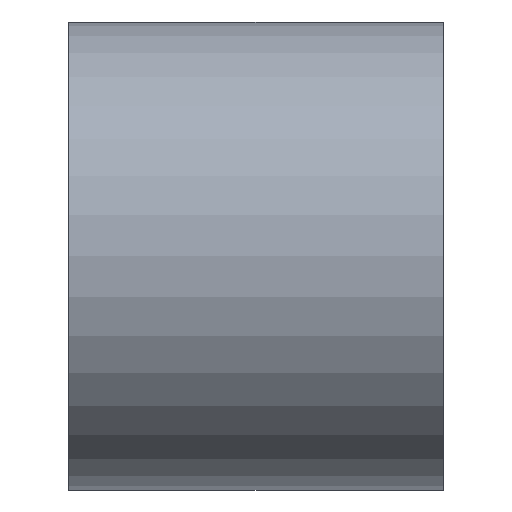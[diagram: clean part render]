
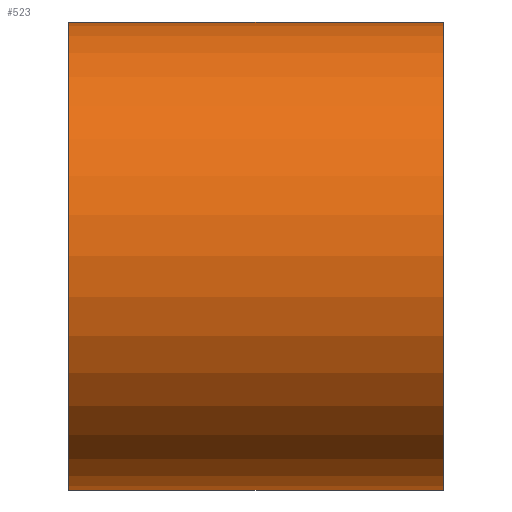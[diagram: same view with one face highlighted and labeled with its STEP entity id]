
A CAD part, front view. The second image highlights one B-rep face of the part: STEP entity #523.
In plain terms, the highlighted cylindrical face has radius 2.5 mm (diameter 5 mm), a partial arc.
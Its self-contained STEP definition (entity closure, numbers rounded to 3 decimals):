
#31=CYLINDRICAL_SURFACE('',#577,2.5);
#50=CIRCLE('',#578,2.5);
#51=CIRCLE('',#579,2.5);
#71=FACE_OUTER_BOUND('',#94,.T.);
#94=EDGE_LOOP('',(#458,#459,#460,#461));
#151=LINE('',#850,#206);
#159=LINE('',#865,#214);
#206=VECTOR('',#700,10.);
#214=VECTOR('',#712,10.);
#257=VERTEX_POINT('',#846);
#259=VERTEX_POINT('',#849);
#263=VERTEX_POINT('',#861);
#264=VERTEX_POINT('',#863);
#329=EDGE_CURVE('',#257,#259,#151,.T.);
#337=EDGE_CURVE('',#263,#264,#159,.T.);
#338=EDGE_CURVE('',#263,#257,#50,.T.);
#339=EDGE_CURVE('',#259,#264,#51,.T.);
#458=ORIENTED_EDGE('',*,*,#338,.F.);
#459=ORIENTED_EDGE('',*,*,#337,.T.);
#460=ORIENTED_EDGE('',*,*,#339,.F.);
#461=ORIENTED_EDGE('',*,*,#329,.F.);
#523=ADVANCED_FACE('',(#71),#31,.T.);
#577=AXIS2_PLACEMENT_3D('',#866,#713,#714);
#578=AXIS2_PLACEMENT_3D('',#867,#715,#716);
#579=AXIS2_PLACEMENT_3D('',#868,#717,#718);
#700=DIRECTION('',(-1.,0.,0.));
#712=DIRECTION('',(-1.,0.,0.));
#713=DIRECTION('center_axis',(-1.,0.,0.));
#714=DIRECTION('ref_axis',(0.,-1.,0.));
#715=DIRECTION('center_axis',(1.,0.,0.));
#716=DIRECTION('ref_axis',(0.,1.,0.));
#717=DIRECTION('center_axis',(-1.,0.,0.));
#718=DIRECTION('ref_axis',(0.,1.,0.));
#846=CARTESIAN_POINT('',(49.885,30.009,94.533));
#849=CARTESIAN_POINT('',(45.885,30.009,94.533));
#850=CARTESIAN_POINT('',(49.885,30.009,94.533));
#861=CARTESIAN_POINT('',(49.885,30.009,99.533));
#863=CARTESIAN_POINT('',(45.885,30.009,99.533));
#865=CARTESIAN_POINT('',(49.885,30.009,99.533));
#866=CARTESIAN_POINT('Origin',(49.885,30.009,97.033));
#867=CARTESIAN_POINT('Origin',(49.885,30.009,97.033));
#868=CARTESIAN_POINT('Origin',(45.885,30.009,97.033));
